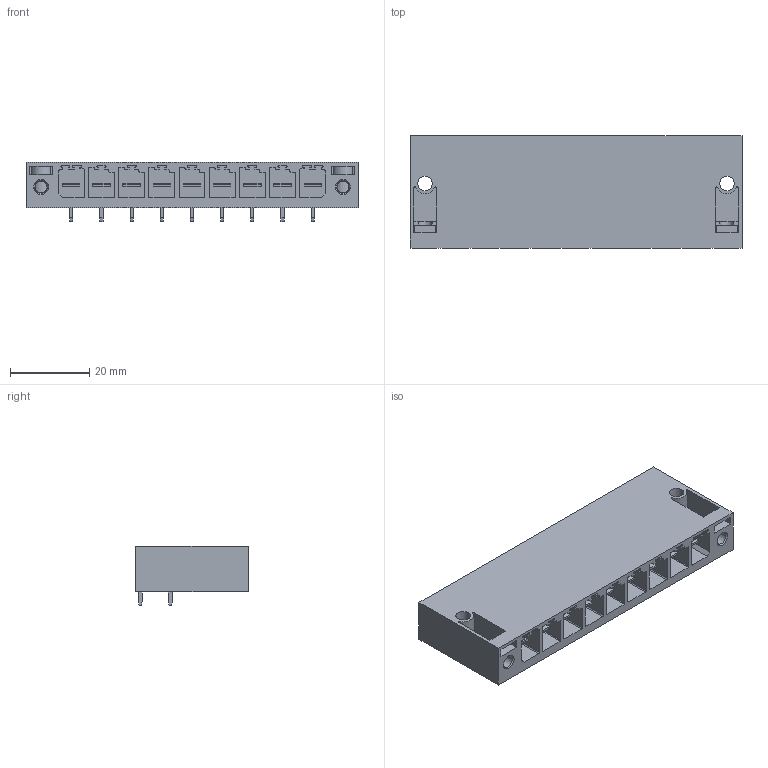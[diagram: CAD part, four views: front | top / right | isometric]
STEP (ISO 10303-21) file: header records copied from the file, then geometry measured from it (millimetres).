
FILE_DESCRIPTION(('CATIA V5 STEP Exchange','CAx-IF Rec.Pracs.--- Model Styling and Organization---1.2---2011-12-15'),'2;1');
FILE_NAME ('D1459394_0_1930560000_1930560000.stp','2018-11-28T11:56:59+00:00',('none'),('Weidmueller'),'CATIA Version 5-6 Release 2014','CATIA V5 STEP AP214','none');
FILE_SCHEMA(('AUTOMOTIVE_DESIGN { 1 0 10303 214 1 1 1 1 }'));
Length unit declared in the file: millimetre
Products named in the file (1): 1930560000
Bounding box: 83.82 x 28.3 x 14.9 mm (x, y, z)
Volume: 18995.8 mm3; surface area: 17131.6 mm2
Topology: 12 solids, 12 shells, 720 faces, 2050 edges, 1354 vertices
Faces by surface type: plane 576, cylinder 140, cone 4
Entity records: 20096 total; most frequent: ORIENTED_EDGE 4100, CARTESIAN_POINT 3454, DIRECTION 2553, EDGE_CURVE 1897, VECTOR 1613, LINE 1613, VERTEX_POINT 1228, EDGE_LOOP 754
